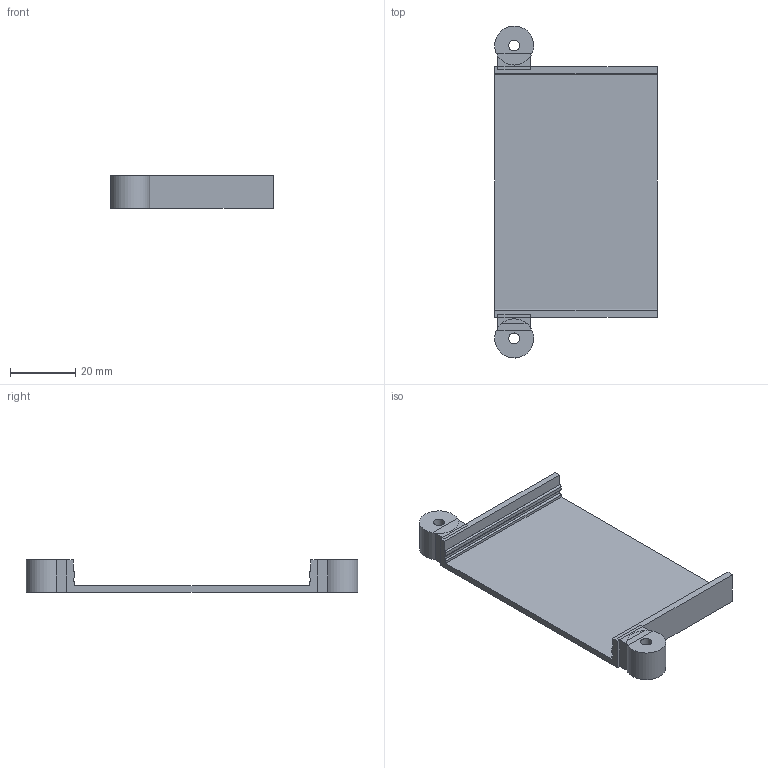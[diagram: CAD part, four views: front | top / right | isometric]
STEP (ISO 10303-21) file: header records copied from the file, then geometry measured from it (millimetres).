
FILE_DESCRIPTION(('FreeCAD Model'),'2;1');
FILE_NAME('Open CASCADE Shape Model','2024-06-27T20:11:09',('Author'),( ''),'Open CASCADE STEP processor 7.6','FreeCAD','Unknown');
FILE_SCHEMA(('AUTOMOTIVE_DESIGN { 1 0 10303 214 1 1 1 1 }'));
Length unit declared in the file: millimetre
Products named in the file (1): Dual-support-case
Bounding box: 50 x 101.99 x 10 mm (x, y, z)
Volume: 11794.2 mm3; surface area: 11044.4 mm2
Topology: 1 solids, 1 shells, 57 faces, 149 edges, 94 vertices
Faces by surface type: plane 45, cylinder 12
Full cylindrical faces by diameter (mm): 3.35 x2
Entity records: 1755 total; most frequent: CARTESIAN_POINT 301, ORIENTED_EDGE 298, DIRECTION 295, EDGE_CURVE 149, LINE 119, VECTOR 119, VERTEX_POINT 94, AXIS2_PLACEMENT_3D 88
